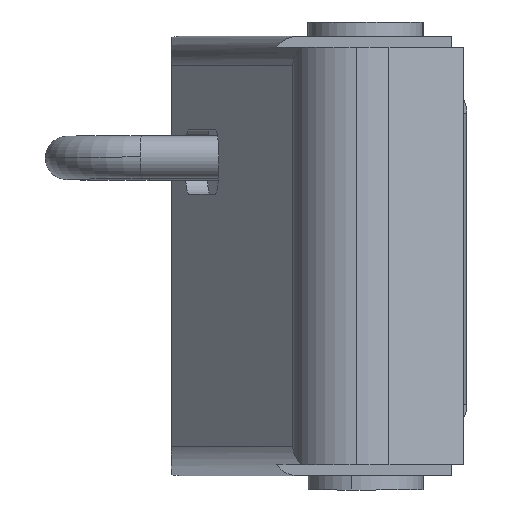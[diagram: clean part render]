
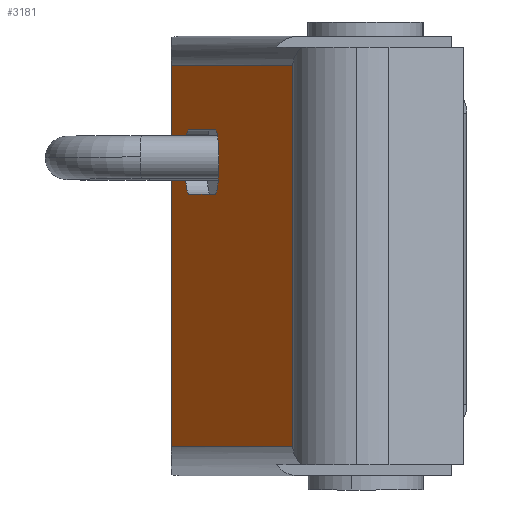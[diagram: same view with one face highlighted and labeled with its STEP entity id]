
A CAD part, left-side view. The second image highlights one B-rep face of the part: STEP entity #3181.
In plain terms, the highlighted face is planar.
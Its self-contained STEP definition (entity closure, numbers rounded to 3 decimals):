
#22 = DIRECTION ( 'NONE',  ( 0., 0., -1. ) ) ;
#197 = CARTESIAN_POINT ( 'NONE',  ( -28.962, -0.28, 5.7 ) ) ;
#213 = VERTEX_POINT ( 'NONE', #197 ) ;
#257 = CARTESIAN_POINT ( 'NONE',  ( -47.595, 1.81, 7.95 ) ) ;
#290 = CARTESIAN_POINT ( 'NONE',  ( -18.084, -1.5, 29. ) ) ;
#340 = DIRECTION ( 'NONE',  ( 0.111, 0.994, 0. ) ) ;
#381 = CARTESIAN_POINT ( 'NONE',  ( -18.084, -1.5, 5.7 ) ) ;
#423 = CARTESIAN_POINT ( 'NONE',  ( -45.359, 1.559, 10.2 ) ) ;
#485 = AXIS2_PLACEMENT_3D ( 'NONE', #3442, #5376, #4639 ) ;
#583 = CARTESIAN_POINT ( 'NONE',  ( -93.002, 6.903, 1.25 ) ) ;
#693 = CARTESIAN_POINT ( 'NONE',  ( -28.962, -0.28, 10.2 ) ) ;
#733 = EDGE_CURVE ( 'NONE', #4359, #3801, #5402, .T. ) ;
#758 = VERTEX_POINT ( 'NONE', #423 ) ;
#814 = CIRCLE ( 'NONE', #5658, 2.25 ) ;
#850 = DIRECTION ( 'NONE',  ( -0.994, 0.111, 0. ) ) ;
#943 = VECTOR ( 'NONE', #4266, 1000. ) ;
#1032 = LINE ( 'NONE', #4643, #3179 ) ;
#1100 = ORIENTED_EDGE ( 'NONE', *, *, #733, .T. ) ;
#1107 = LINE ( 'NONE', #4670, #3272 ) ;
#1167 = DIRECTION ( 'NONE',  ( -0.994, 0.111, 0. ) ) ;
#1169 = DIRECTION ( 'NONE',  ( 0.111, 0.994, 0. ) ) ;
#1348 = CARTESIAN_POINT ( 'NONE',  ( -28.962, -0.28, 7.95 ) ) ;
#1403 = ORIENTED_EDGE ( 'NONE', *, *, #2772, .T. ) ;
#1481 = DIRECTION ( 'NONE',  ( -0.994, 0.111, 0. ) ) ;
#1534 = CARTESIAN_POINT ( 'NONE',  ( -18.084, -1.5, 1.25 ) ) ;
#1771 = EDGE_CURVE ( 'NONE', #3527, #2124, #4108, .T. ) ;
#1828 = VERTEX_POINT ( 'NONE', #1534 ) ;
#1876 = FACE_BOUND ( 'NONE', #5671, .T. ) ;
#1901 = PLANE ( 'NONE',  #3837 ) ;
#1995 = CARTESIAN_POINT ( 'NONE',  ( -26.726, -0.531, 7.95 ) ) ;
#2014 = FACE_OUTER_BOUND ( 'NONE', #5663, .T. ) ;
#2124 = VERTEX_POINT ( 'NONE', #5107 ) ;
#2128 = LINE ( 'NONE', #4217, #943 ) ;
#2288 = ORIENTED_EDGE ( 'NONE', *, *, #1771, .T. ) ;
#2307 = EDGE_CURVE ( 'NONE', #5835, #4341, #3495, .T. ) ;
#2570 = EDGE_CURVE ( 'NONE', #2124, #5437, #1107, .T. ) ;
#2628 = DIRECTION ( 'NONE',  ( 0.111, 0.994, 0. ) ) ;
#2772 = EDGE_CURVE ( 'NONE', #213, #5835, #3277, .T. ) ;
#2789 = DIRECTION ( 'NONE',  ( 0.994, -0.111, 0. ) ) ;
#2902 = DIRECTION ( 'NONE',  ( -0.994, 0.111, 0. ) ) ;
#2942 = CARTESIAN_POINT ( 'NONE',  ( -79.967, 5.441, 27.75 ) ) ;
#2970 = VECTOR ( 'NONE', #3679, 1000. ) ;
#2981 = EDGE_CURVE ( 'NONE', #3801, #213, #5603, .T. ) ;
#3179 = VECTOR ( 'NONE', #3898, 1000. ) ;
#3181 = ADVANCED_FACE ( 'NONE', ( #1876, #2014 ), #1901, .F. ) ;
#3272 = VECTOR ( 'NONE', #22, 1000. ) ;
#3277 = LINE ( 'NONE', #381, #4407 ) ;
#3329 = ORIENTED_EDGE ( 'NONE', *, *, #5953, .T. ) ;
#3442 = CARTESIAN_POINT ( 'NONE',  ( -45.359, 1.559, 7.95 ) ) ;
#3495 = CIRCLE ( 'NONE', #485, 2.25 ) ;
#3527 = VERTEX_POINT ( 'NONE', #4178 ) ;
#3560 = LINE ( 'NONE', #4963, #4848 ) ;
#3638 = EDGE_CURVE ( 'NONE', #3527, #1828, #1032, .T. ) ;
#3639 = AXIS2_PLACEMENT_3D ( 'NONE', #4833, #2628, #1167 ) ;
#3679 = DIRECTION ( 'NONE',  ( -0.994, 0.111, 0. ) ) ;
#3801 = VERTEX_POINT ( 'NONE', #1995 ) ;
#3837 = AXIS2_PLACEMENT_3D ( 'NONE', #290, #340, #1481 ) ;
#3861 = EDGE_CURVE ( 'NONE', #758, #4359, #3560, .T. ) ;
#3898 = DIRECTION ( 'NONE',  ( 0., 0., -1. ) ) ;
#4044 = ORIENTED_EDGE ( 'NONE', *, *, #2570, .T. ) ;
#4104 = AXIS2_PLACEMENT_3D ( 'NONE', #1348, #1169, #850 ) ;
#4108 = LINE ( 'NONE', #2942, #2970 ) ;
#4178 = CARTESIAN_POINT ( 'NONE',  ( -18.084, -1.5, 27.75 ) ) ;
#4217 = CARTESIAN_POINT ( 'NONE',  ( -18.084, -1.5, 1.25 ) ) ;
#4266 = DIRECTION ( 'NONE',  ( 0.994, -0.111, 0. ) ) ;
#4341 = VERTEX_POINT ( 'NONE', #257 ) ;
#4359 = VERTEX_POINT ( 'NONE', #693 ) ;
#4407 = VECTOR ( 'NONE', #2902, 1000. ) ;
#4639 = DIRECTION ( 'NONE',  ( -0.994, 0.111, 0. ) ) ;
#4643 = CARTESIAN_POINT ( 'NONE',  ( -18.084, -1.5, 29. ) ) ;
#4670 = CARTESIAN_POINT ( 'NONE',  ( -93.002, 6.903, 29. ) ) ;
#4716 = CARTESIAN_POINT ( 'NONE',  ( -45.359, 1.559, 5.7 ) ) ;
#4765 = ORIENTED_EDGE ( 'NONE', *, *, #2307, .T. ) ;
#4796 = ORIENTED_EDGE ( 'NONE', *, *, #3861, .T. ) ;
#4833 = CARTESIAN_POINT ( 'NONE',  ( -28.962, -0.28, 7.95 ) ) ;
#4848 = VECTOR ( 'NONE', #2789, 1000. ) ;
#4963 = CARTESIAN_POINT ( 'NONE',  ( -18.084, -1.5, 10.2 ) ) ;
#5107 = CARTESIAN_POINT ( 'NONE',  ( -93.002, 6.903, 27.75 ) ) ;
#5376 = DIRECTION ( 'NONE',  ( 0.111, 0.994, 0. ) ) ;
#5402 = CIRCLE ( 'NONE', #4104, 2.25 ) ;
#5437 = VERTEX_POINT ( 'NONE', #583 ) ;
#5490 = EDGE_CURVE ( 'NONE', #4341, #758, #814, .T. ) ;
#5581 = ORIENTED_EDGE ( 'NONE', *, *, #5490, .T. ) ;
#5603 = CIRCLE ( 'NONE', #3639, 2.25 ) ;
#5658 = AXIS2_PLACEMENT_3D ( 'NONE', #5964, #5960, #5954 ) ;
#5663 = EDGE_LOOP ( 'NONE', ( #4044, #3329, #5730, #2288 ) ) ;
#5671 = EDGE_LOOP ( 'NONE', ( #1403, #4765, #5581, #4796, #1100, #5941 ) ) ;
#5730 = ORIENTED_EDGE ( 'NONE', *, *, #3638, .F. ) ;
#5835 = VERTEX_POINT ( 'NONE', #4716 ) ;
#5941 = ORIENTED_EDGE ( 'NONE', *, *, #2981, .T. ) ;
#5953 = EDGE_CURVE ( 'NONE', #5437, #1828, #2128, .T. ) ;
#5954 = DIRECTION ( 'NONE',  ( -0.994, 0.111, 0. ) ) ;
#5960 = DIRECTION ( 'NONE',  ( 0.111, 0.994, 0. ) ) ;
#5964 = CARTESIAN_POINT ( 'NONE',  ( -45.359, 1.559, 7.95 ) ) ;
